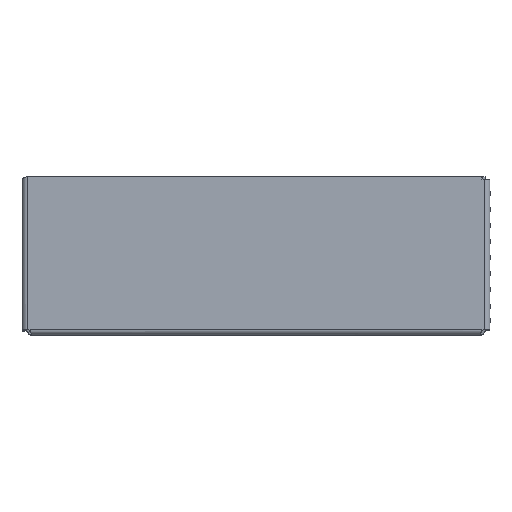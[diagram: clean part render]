
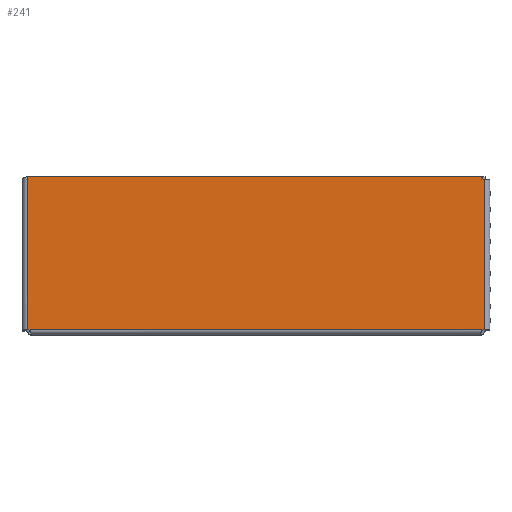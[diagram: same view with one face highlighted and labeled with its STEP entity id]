
A CAD part, top view. The second image highlights one B-rep face of the part: STEP entity #241.
In plain terms, the highlighted planar face has unit normal (0, 0, 1).
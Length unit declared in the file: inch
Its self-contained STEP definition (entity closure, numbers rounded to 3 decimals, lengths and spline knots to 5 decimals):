
#47 = VECTOR ( 'NONE', #4605, 39.37008 ) ;
#241 = ADVANCED_FACE ( 'NONE', ( #1122 ), #11560, .F. ) ;
#391 = ORIENTED_EDGE ( 'NONE', *, *, #4529, .F. ) ;
#538 = ORIENTED_EDGE ( 'NONE', *, *, #3214, .F. ) ;
#800 = ORIENTED_EDGE ( 'NONE', *, *, #8543, .T. ) ;
#1076 = VERTEX_POINT ( 'NONE', #8717 ) ;
#1122 = FACE_OUTER_BOUND ( 'NONE', #4695, .T. ) ;
#1200 = EDGE_CURVE ( 'NONE', #7293, #10004, #11027, .T. ) ;
#1308 = DIRECTION ( 'NONE',  ( 0., 0., -1. ) ) ;
#1384 = VECTOR ( 'NONE', #2164, 39.37008 ) ;
#1386 = ORIENTED_EDGE ( 'NONE', *, *, #1200, .T. ) ;
#2164 = DIRECTION ( 'NONE',  ( -1., 0., 0. ) ) ;
#2174 = VECTOR ( 'NONE', #11571, 39.37008 ) ;
#2211 = CARTESIAN_POINT ( 'NONE',  ( -10.69486, 7.28445, 7.05463 ) ) ;
#2231 = VECTOR ( 'NONE', #4637, 39.37008 ) ;
#2273 = ORIENTED_EDGE ( 'NONE', *, *, #11216, .T. ) ;
#2432 = CARTESIAN_POINT ( 'NONE',  ( -10.69486, 0.125, 7.05463 ) ) ;
#3075 = CARTESIAN_POINT ( 'NONE',  ( 10.56486, 7.28445, 7.05463 ) ) ;
#3214 = EDGE_CURVE ( 'NONE', #7293, #1076, #9401, .T. ) ;
#3247 = LINE ( 'NONE', #2432, #4470 ) ;
#3272 = CARTESIAN_POINT ( 'NONE',  ( -10.69486, 0.125, 7.05463 ) ) ;
#3288 = LINE ( 'NONE', #5093, #1384 ) ;
#4008 = EDGE_CURVE ( 'NONE', #8426, #10978, #9064, .T. ) ;
#4280 = DIRECTION ( 'NONE',  ( 0., 1., 0. ) ) ;
#4322 = CARTESIAN_POINT ( 'NONE',  ( 10.69486, 0.125, 7.05463 ) ) ;
#4358 = DIRECTION ( 'NONE',  ( -1., 0., 0. ) ) ;
#4470 = VECTOR ( 'NONE', #10922, 39.37008 ) ;
#4529 = EDGE_CURVE ( 'NONE', #1076, #7415, #9234, .T. ) ;
#4605 = DIRECTION ( 'NONE',  ( -1., 0., 0. ) ) ;
#4637 = DIRECTION ( 'NONE',  ( -1., 0., 0. ) ) ;
#4695 = EDGE_LOOP ( 'NONE', ( #391, #538, #1386, #800, #2273, #7908, #9441, #6369 ) ) ;
#4856 = VERTEX_POINT ( 'NONE', #6394 ) ;
#5093 = CARTESIAN_POINT ( 'NONE',  ( 0., 7.28445, 7.05463 ) ) ;
#5186 = DIRECTION ( 'NONE',  ( 0., -1., 0. ) ) ;
#5479 = EDGE_CURVE ( 'NONE', #10978, #7415, #3247, .T. ) ;
#5876 = CARTESIAN_POINT ( 'NONE',  ( 10.56486, 0., 7.05463 ) ) ;
#6369 = ORIENTED_EDGE ( 'NONE', *, *, #5479, .T. ) ;
#6371 = CARTESIAN_POINT ( 'NONE',  ( -10.56486, 0.125, 7.05463 ) ) ;
#6394 = CARTESIAN_POINT ( 'NONE',  ( 10.56486, 7.15938, 7.05463 ) ) ;
#6451 = CARTESIAN_POINT ( 'NONE',  ( 10.69486, 0.125, 7.05463 ) ) ;
#6876 = LINE ( 'NONE', #5876, #2174 ) ;
#6982 = CARTESIAN_POINT ( 'NONE',  ( 0., 0., 7.05463 ) ) ;
#7293 = VERTEX_POINT ( 'NONE', #4322 ) ;
#7415 = VERTEX_POINT ( 'NONE', #6371 ) ;
#7439 = CARTESIAN_POINT ( 'NONE',  ( 10.69486, 7.15938, 7.05463 ) ) ;
#7908 = ORIENTED_EDGE ( 'NONE', *, *, #11983, .T. ) ;
#8426 = VERTEX_POINT ( 'NONE', #2211 ) ;
#8451 = CARTESIAN_POINT ( 'NONE',  ( 10.69486, 7.15938, 7.05463 ) ) ;
#8543 = EDGE_CURVE ( 'NONE', #10004, #4856, #10261, .T. ) ;
#8627 = VECTOR ( 'NONE', #4358, 39.37008 ) ;
#8717 = CARTESIAN_POINT ( 'NONE',  ( 10.56486, 0.125, 7.05463 ) ) ;
#8975 = VECTOR ( 'NONE', #5186, 39.37008 ) ;
#9064 = LINE ( 'NONE', #11003, #8975 ) ;
#9234 = LINE ( 'NONE', #9358, #47 ) ;
#9358 = CARTESIAN_POINT ( 'NONE',  ( -10.4677, 0.125, 7.05463 ) ) ;
#9401 = LINE ( 'NONE', #6451, #8627 ) ;
#9441 = ORIENTED_EDGE ( 'NONE', *, *, #4008, .T. ) ;
#9810 = VECTOR ( 'NONE', #4280, 39.37008 ) ;
#10004 = VERTEX_POINT ( 'NONE', #7439 ) ;
#10261 = LINE ( 'NONE', #8451, #2231 ) ;
#10806 = DIRECTION ( 'NONE',  ( -1., 0., 0. ) ) ;
#10895 = CARTESIAN_POINT ( 'NONE',  ( 10.69486, 0.125, 7.05463 ) ) ;
#10896 = AXIS2_PLACEMENT_3D ( 'NONE', #6982, #1308, #10806 ) ;
#10922 = DIRECTION ( 'NONE',  ( 1., 0., 0. ) ) ;
#10978 = VERTEX_POINT ( 'NONE', #3272 ) ;
#11003 = CARTESIAN_POINT ( 'NONE',  ( -10.69486, 7.28445, 7.05463 ) ) ;
#11027 = LINE ( 'NONE', #10895, #9810 ) ;
#11216 = EDGE_CURVE ( 'NONE', #4856, #11261, #6876, .T. ) ;
#11261 = VERTEX_POINT ( 'NONE', #3075 ) ;
#11560 = PLANE ( 'NONE',  #10896 ) ;
#11571 = DIRECTION ( 'NONE',  ( 0., 1., 0. ) ) ;
#11983 = EDGE_CURVE ( 'NONE', #11261, #8426, #3288, .T. ) ;
